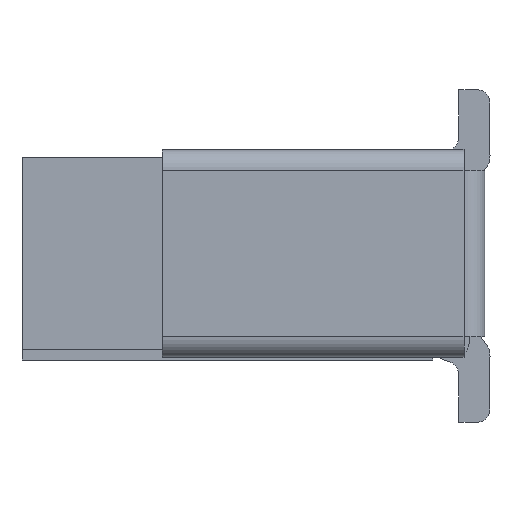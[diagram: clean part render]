
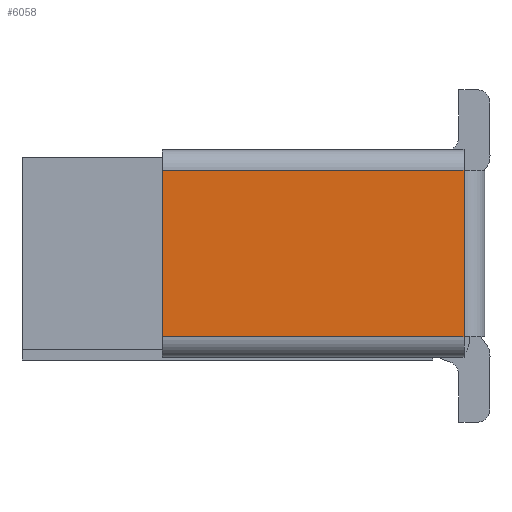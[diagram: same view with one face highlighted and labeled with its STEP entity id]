
A CAD part, left-side view. The second image highlights one B-rep face of the part: STEP entity #6058.
In plain terms, the highlighted planar face has unit normal (-1, 0, 0).
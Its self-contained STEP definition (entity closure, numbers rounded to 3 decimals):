
#327=ORIENTED_EDGE('',*,*,#2165,.F.);
#328=ORIENTED_EDGE('',*,*,#2166,.F.);
#329=ORIENTED_EDGE('',*,*,#2167,.F.);
#330=ORIENTED_EDGE('',*,*,#2168,.T.);
#2165=EDGE_CURVE('',#3084,#3085,#3680,.T.);
#2166=EDGE_CURVE('',#3086,#3084,#3681,.T.);
#2167=EDGE_CURVE('',#3087,#3086,#3682,.T.);
#2168=EDGE_CURVE('',#3087,#3085,#3683,.T.);
#3084=VERTEX_POINT('',#8731);
#3085=VERTEX_POINT('',#8732);
#3086=VERTEX_POINT('',#8734);
#3087=VERTEX_POINT('',#8736);
#3680=LINE('',#8730,#4421);
#3681=LINE('',#8733,#4422);
#3682=LINE('',#8735,#4423);
#3683=LINE('',#8737,#4424);
#4421=VECTOR('',#6963,1000.);
#4422=VECTOR('',#6964,1000.);
#4423=VECTOR('',#6965,1000.);
#4424=VECTOR('',#6966,1000.);
#5162=EDGE_LOOP('',(#327,#328,#329,#330));
#5491=FACE_BOUND('',#5162,.T.);
#5820=PLANE('',#6446);
#6058=ADVANCED_FACE('',(#5491),#5820,.F.);
#6446=AXIS2_PLACEMENT_3D('',#8729,#6961,#6962);
#6961=DIRECTION('',(1.,0.,0.));
#6962=DIRECTION('',(0.,0.,-1.));
#6963=DIRECTION('',(0.,0.,-1.));
#6964=DIRECTION('',(0.,-1.,0.));
#6965=DIRECTION('',(0.,0.,1.));
#6966=DIRECTION('',(0.,-1.,0.));
#8729=CARTESIAN_POINT('',(0.,2.9,-0.8));
#8730=CARTESIAN_POINT('',(0.,0.,1.6));
#8731=CARTESIAN_POINT('',(0.,0.,0.8));
#8732=CARTESIAN_POINT('',(0.,0.,-0.8));
#8733=CARTESIAN_POINT('',(0.,2.9,0.8));
#8734=CARTESIAN_POINT('',(0.,2.9,0.8));
#8735=CARTESIAN_POINT('',(0.,2.9,-0.8));
#8736=CARTESIAN_POINT('',(0.,2.9,-0.8));
#8737=CARTESIAN_POINT('',(0.,2.9,-0.8));
